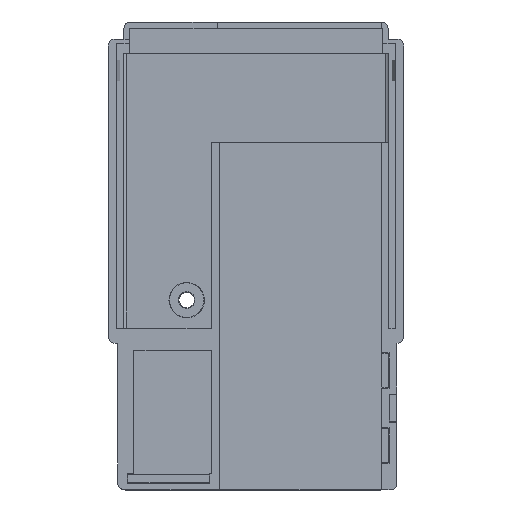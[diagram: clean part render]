
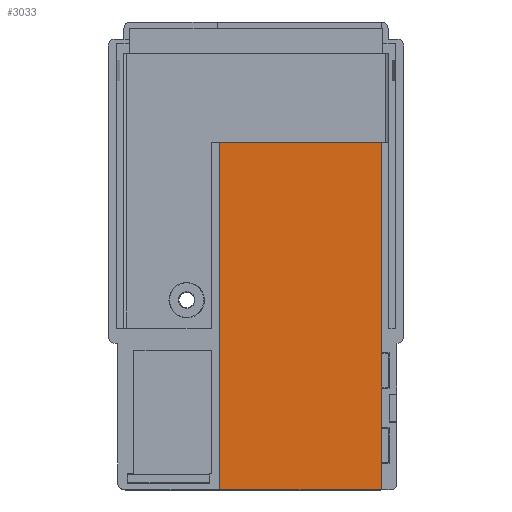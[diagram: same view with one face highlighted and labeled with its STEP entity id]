
A CAD part, top view. The second image highlights one B-rep face of the part: STEP entity #3033.
In plain terms, the highlighted planar face has unit normal (0, 0, 1).
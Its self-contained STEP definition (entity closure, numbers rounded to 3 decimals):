
#142=DIRECTION('',(0.,-1.,0.));
#143=VECTOR('',#142,30.979);
#144=CARTESIAN_POINT('',(40.11,29.5,-3.099));
#145=LINE('',#144,#143);
#146=DIRECTION('',(1.,0.,0.));
#147=VECTOR('',#146,0.054);
#148=CARTESIAN_POINT('',(40.11,-1.479,-3.1));
#149=LINE('',#148,#147);
#150=DIRECTION('',(0.,-1.,0.));
#151=VECTOR('',#150,5.092);
#152=CARTESIAN_POINT('',(40.164,-1.479,-3.1));
#153=LINE('',#152,#151);
#154=DIRECTION('',(0.,-1.,0.));
#155=VECTOR('',#154,5.933);
#156=CARTESIAN_POINT('',(40.11,-6.571,-3.101));
#157=LINE('',#156,#155);
#158=DIRECTION('',(0.,-1.,0.));
#159=VECTOR('',#158,5.042);
#160=CARTESIAN_POINT('',(40.107,-12.504,-3.101));
#161=LINE('',#160,#159);
#162=CARTESIAN_POINT('',(40.107,-17.546,-3.101));
#163=CARTESIAN_POINT('',(40.107,-17.947,-3.101));
#164=CARTESIAN_POINT('',(40.11,-18.349,-3.101));
#165=CARTESIAN_POINT('',(40.11,-18.75,-3.101));
#167=DIRECTION('',(0.,-1.,0.));
#168=VECTOR('',#167,2.8);
#169=CARTESIAN_POINT('',(41.02,-18.75,-3.101));
#170=LINE('',#169,#168);
#171=DIRECTION('',(-1.,0.,0.));
#172=VECTOR('',#171,25.7);
#173=CARTESIAN_POINT('',(41.02,-21.55,-3.102));
#174=LINE('',#173,#172);
#299=DIRECTION('',(1.,0.,0.));
#300=VECTOR('',#299,0.054);
#301=CARTESIAN_POINT('',(40.11,-6.571,-3.101));
#302=LINE('',#301,#300);
#327=CARTESIAN_POINT('',(40.107,-17.546,-3.101));
#372=DIRECTION('',(1.,0.,0.));
#373=VECTOR('',#372,0.91);
#374=CARTESIAN_POINT('',(40.11,-18.75,-3.101));
#375=LINE('',#374,#373);
#436=DIRECTION('',(1.,0.,0.));
#437=VECTOR('',#436,23.79);
#438=CARTESIAN_POINT('',(16.32,29.5,-3.099));
#439=LINE('',#438,#437);
#2108=DIRECTION('',(0.,-1.,0.));
#2109=VECTOR('',#2108,48.25);
#2110=CARTESIAN_POINT('',(16.32,29.5,-3.099));
#2111=LINE('',#2110,#2109);
#2116=DIRECTION('',(1.,0.,0.));
#2117=VECTOR('',#2116,1.);
#2118=CARTESIAN_POINT('',(15.32,-18.75,
-3.101));
#2119=LINE('',#2118,#2117);
#2132=DIRECTION('',(0.,-1.,0.));
#2133=VECTOR('',#2132,2.8);
#2134=CARTESIAN_POINT('',(15.32,-18.75,
-3.101));
#2135=LINE('',#2134,#2133);
#2684=CARTESIAN_POINT('',(16.32,29.5,-3.099));
#2685=CARTESIAN_POINT('',(40.11,29.5,-3.099));
#2686=VERTEX_POINT('',#2684);
#2687=VERTEX_POINT('',#2685);
#2773=CARTESIAN_POINT('',(41.02,-21.55,
-3.102));
#2774=VERTEX_POINT('',#2773);
#2775=CARTESIAN_POINT('',(15.32,-21.55,
-3.102));
#2777=VERTEX_POINT('',#2775);
#2781=CARTESIAN_POINT('',(16.32,-18.75,
-3.101));
#2782=VERTEX_POINT('',#2781);
#2783=CARTESIAN_POINT('',(40.11,-18.75,
-3.101));
#2784=CARTESIAN_POINT('',(41.02,-18.75,
-3.101));
#2785=VERTEX_POINT('',#2783);
#2786=VERTEX_POINT('',#2784);
#2787=CARTESIAN_POINT('',(15.32,-18.75,
-3.101));
#2788=VERTEX_POINT('',#2787);
#2821=CARTESIAN_POINT('',(40.11,-6.571,
-3.101));
#2822=VERTEX_POINT('',#2821);
#2823=CARTESIAN_POINT('',(40.11,-1.479,
-3.1));
#2824=VERTEX_POINT('',#2823);
#2825=CARTESIAN_POINT('',(40.164,-1.479,
-3.1));
#2826=VERTEX_POINT('',#2825);
#2827=CARTESIAN_POINT('',(40.164,-6.571,
-3.101));
#2828=VERTEX_POINT('',#2827);
#2845=VERTEX_POINT('',#327);
#2846=CARTESIAN_POINT('',(40.107,-12.504,
-3.101));
#2847=VERTEX_POINT('',#2846);
#2999=CARTESIAN_POINT('',(16.32,0.85,
-3.1));
#3000=DIRECTION('',(0.,0.,-1.));
#3001=DIRECTION('',(1.,0.,0.));
#3002=AXIS2_PLACEMENT_3D('',#2999,#3000,#3001);
#3003=PLANE('',#3002);
#3005=ORIENTED_EDGE('',*,*,#3004,.T.);
#3007=ORIENTED_EDGE('',*,*,#3006,.T.);
#3009=ORIENTED_EDGE('',*,*,#3008,.T.);
#3011=ORIENTED_EDGE('',*,*,#3010,.F.);
#3013=ORIENTED_EDGE('',*,*,#3012,.T.);
#3015=ORIENTED_EDGE('',*,*,#3014,.T.);
#3017=ORIENTED_EDGE('',*,*,#3016,.T.);
#3019=ORIENTED_EDGE('',*,*,#3018,.T.);
#3021=ORIENTED_EDGE('',*,*,#3020,.T.);
#3022=ORIENTED_EDGE('',*,*,#2970,.T.);
#3024=ORIENTED_EDGE('',*,*,#3023,.F.);
#3026=ORIENTED_EDGE('',*,*,#3025,.T.);
#3028=ORIENTED_EDGE('',*,*,#3027,.F.);
#3030=ORIENTED_EDGE('',*,*,#3029,.T.);
#3031=EDGE_LOOP('',(#3005,#3007,#3009,#3011,#3013,#3015,#3017,#3019,#3021,#3022,
#3024,#3026,#3028,#3030));
#3032=FACE_OUTER_BOUND('',#3031,.F.);
#3033=ADVANCED_FACE('',(#3032),#3003,.F.);
#166=B_SPLINE_CURVE_WITH_KNOTS('',3,(#162,#163,#164,#165),.UNSPECIFIED.,.F.,.F.,
(4,4),(0.,1.),.UNSPECIFIED.);
#2970=EDGE_CURVE('',#2774,#2777,#174,.T.);
#3004=EDGE_CURVE('',#2687,#2824,#145,.T.);
#3006=EDGE_CURVE('',#2824,#2826,#149,.T.);
#3008=EDGE_CURVE('',#2826,#2828,#153,.T.);
#3010=EDGE_CURVE('',#2822,#2828,#302,.T.);
#3012=EDGE_CURVE('',#2822,#2847,#157,.T.);
#3014=EDGE_CURVE('',#2847,#2845,#161,.T.);
#3016=EDGE_CURVE('',#2845,#2785,#166,.T.);
#3018=EDGE_CURVE('',#2785,#2786,#375,.T.);
#3020=EDGE_CURVE('',#2786,#2774,#170,.T.);
#3023=EDGE_CURVE('',#2788,#2777,#2135,.T.);
#3025=EDGE_CURVE('',#2788,#2782,#2119,.T.);
#3027=EDGE_CURVE('',#2686,#2782,#2111,.T.);
#3029=EDGE_CURVE('',#2686,#2687,#439,.T.);
